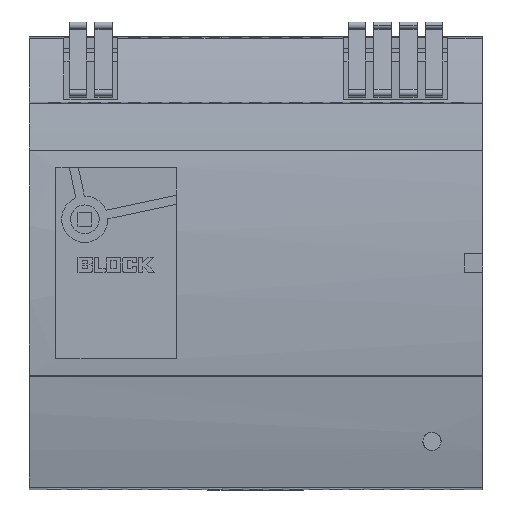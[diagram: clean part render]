
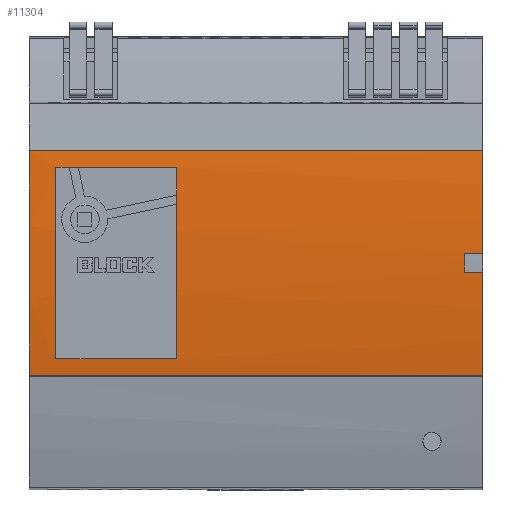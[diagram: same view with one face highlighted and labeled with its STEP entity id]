
A CAD part, top view. The second image highlights one B-rep face of the part: STEP entity #11304.
In plain terms, the highlighted cylindrical face has radius 192 mm (diameter 384 mm), a partial arc.
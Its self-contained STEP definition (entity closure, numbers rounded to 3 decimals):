
#95 = ORIENTED_EDGE ( 'NONE', *, *, #15480, .F. ) ;
#267 = CARTESIAN_POINT ( 'NONE',  ( 45., -1.8, 53.992 ) ) ;
#338 = VERTEX_POINT ( 'NONE', #6809 ) ;
#421 = CARTESIAN_POINT ( 'NONE',  ( -15.7, -19., 53.058 ) ) ;
#552 = CARTESIAN_POINT ( 'NONE',  ( 45., 22.314, 52.699 ) ) ;
#738 = ORIENTED_EDGE ( 'NONE', *, *, #3417, .F. ) ;
#822 = CIRCLE ( 'NONE', #15051, 192. ) ;
#1112 = VERTEX_POINT ( 'NONE', #12099 ) ;
#1518 = VERTEX_POINT ( 'NONE', #14611 ) ;
#1655 = EDGE_CURVE ( 'NONE', #1688, #3370, #8306, .T. ) ;
#1659 = CIRCLE ( 'NONE', #6404, 192. ) ;
#1688 = VERTEX_POINT ( 'NONE', #9877 ) ;
#1757 = DIRECTION ( 'NONE',  ( -1., 0., 0. ) ) ;
#1793 = CARTESIAN_POINT ( 'NONE',  ( -15.7, 0., -138. ) ) ;
#2004 = ORIENTED_EDGE ( 'NONE', *, *, #5123, .F. ) ;
#2187 = EDGE_CURVE ( 'NONE', #338, #12659, #7990, .T. ) ;
#2348 = DIRECTION ( 'NONE',  ( 0., 0., -1. ) ) ;
#2365 = DIRECTION ( 'NONE',  ( -1., 0., 0. ) ) ;
#2837 = DIRECTION ( 'NONE',  ( -1., 0., 0. ) ) ;
#2875 = ORIENTED_EDGE ( 'NONE', *, *, #17026, .F. ) ;
#3060 = FACE_BOUND ( 'NONE', #8971, .T. ) ;
#3147 = DIRECTION ( 'NONE',  ( 1., 0., 0. ) ) ;
#3370 = VERTEX_POINT ( 'NONE', #4091 ) ;
#3386 = VECTOR ( 'NONE', #13503, 1000. ) ;
#3417 = EDGE_CURVE ( 'NONE', #3370, #338, #1659, .T. ) ;
#3468 = CARTESIAN_POINT ( 'NONE',  ( 41.5, -1.8, 53.992 ) ) ;
#3559 = LINE ( 'NONE', #14045, #4919 ) ;
#3635 = EDGE_CURVE ( 'NONE', #6658, #3824, #822, .T. ) ;
#3659 = LINE ( 'NONE', #14666, #14813 ) ;
#3665 = CARTESIAN_POINT ( 'NONE',  ( 45., -22.314, 52.699 ) ) ;
#3824 = VERTEX_POINT ( 'NONE', #267 ) ;
#3895 = LINE ( 'NONE', #14809, #17257 ) ;
#4091 = CARTESIAN_POINT ( 'NONE',  ( -39.7, 19., 53.058 ) ) ;
#4225 = DIRECTION ( 'NONE',  ( -1., 0., 0. ) ) ;
#4919 = VECTOR ( 'NONE', #14295, 1000. ) ;
#4978 = ORIENTED_EDGE ( 'NONE', *, *, #1655, .F. ) ;
#5123 = EDGE_CURVE ( 'NONE', #1518, #13614, #3659, .T. ) ;
#5403 = CARTESIAN_POINT ( 'NONE',  ( -39.7, 0., -138. ) ) ;
#5603 = EDGE_CURVE ( 'NONE', #14861, #6658, #10962, .T. ) ;
#5679 = CARTESIAN_POINT ( 'NONE',  ( -45., 0., -138. ) ) ;
#5723 = ORIENTED_EDGE ( 'NONE', *, *, #15208, .F. ) ;
#5736 = CIRCLE ( 'NONE', #7667, 192. ) ;
#5768 = CIRCLE ( 'NONE', #6058, 192. ) ;
#5831 = EDGE_LOOP ( 'NONE', ( #2875, #9799, #2004, #10384, #8641, #7331, #5723, #15072 ) ) ;
#6058 = AXIS2_PLACEMENT_3D ( 'NONE', #1793, #15160, #8425 ) ;
#6404 = AXIS2_PLACEMENT_3D ( 'NONE', #5403, #9497, #8100 ) ;
#6658 = VERTEX_POINT ( 'NONE', #3665 ) ;
#6707 = AXIS2_PLACEMENT_3D ( 'NONE', #5679, #3147, #11007 ) ;
#6752 = DIRECTION ( 'NONE',  ( 0., 0., -1. ) ) ;
#6809 = CARTESIAN_POINT ( 'NONE',  ( -39.7, -19., 53.058 ) ) ;
#7153 = CYLINDRICAL_SURFACE ( 'NONE', #6707, 192. ) ;
#7166 = EDGE_CURVE ( 'NONE', #11946, #13614, #10112, .T. ) ;
#7331 = ORIENTED_EDGE ( 'NONE', *, *, #3635, .T. ) ;
#7667 = AXIS2_PLACEMENT_3D ( 'NONE', #7887, #14358, #13138 ) ;
#7887 = CARTESIAN_POINT ( 'NONE',  ( -45., 0., -138. ) ) ;
#7990 = LINE ( 'NONE', #14811, #15294 ) ;
#8100 = DIRECTION ( 'NONE',  ( 0., 1., 0. ) ) ;
#8153 = AXIS2_PLACEMENT_3D ( 'NONE', #10597, #4225, #6752 ) ;
#8306 = LINE ( 'NONE', #8392, #16696 ) ;
#8392 = CARTESIAN_POINT ( 'NONE',  ( -45., 19., 53.058 ) ) ;
#8425 = DIRECTION ( 'NONE',  ( 0., -1., 0. ) ) ;
#8641 = ORIENTED_EDGE ( 'NONE', *, *, #5603, .T. ) ;
#8971 = EDGE_LOOP ( 'NONE', ( #738, #4978, #95, #16048 ) ) ;
#9131 = DIRECTION ( 'NONE',  ( 1., 0., 0. ) ) ;
#9310 = CARTESIAN_POINT ( 'NONE',  ( 45., 1.8, 53.992 ) ) ;
#9497 = DIRECTION ( 'NONE',  ( 1., 0., 0. ) ) ;
#9799 = ORIENTED_EDGE ( 'NONE', *, *, #7166, .T. ) ;
#9877 = CARTESIAN_POINT ( 'NONE',  ( -15.7, 19., 53.058 ) ) ;
#10112 = CIRCLE ( 'NONE', #8153, 192. ) ;
#10374 = CARTESIAN_POINT ( 'NONE',  ( 41.5, 0., -138. ) ) ;
#10384 = ORIENTED_EDGE ( 'NONE', *, *, #12209, .F. ) ;
#10492 = CARTESIAN_POINT ( 'NONE',  ( -45., -22.314, 52.699 ) ) ;
#10597 = CARTESIAN_POINT ( 'NONE',  ( 45., 0., -138. ) ) ;
#10643 = DIRECTION ( 'NONE',  ( 1., 0., 0. ) ) ;
#10962 = LINE ( 'NONE', #12024, #3386 ) ;
#11007 = DIRECTION ( 'NONE',  ( 0., 0., -1. ) ) ;
#11304 = ADVANCED_FACE ( 'NONE', ( #3060, #13629 ), #7153, .T. ) ;
#11514 = EDGE_CURVE ( 'NONE', #1112, #14260, #12001, .T. ) ;
#11946 = VERTEX_POINT ( 'NONE', #9310 ) ;
#12001 = CIRCLE ( 'NONE', #14507, 192. ) ;
#12024 = CARTESIAN_POINT ( 'NONE',  ( -45., -22.314, 52.699 ) ) ;
#12099 = CARTESIAN_POINT ( 'NONE',  ( 41.5, 1.8, 53.992 ) ) ;
#12209 = EDGE_CURVE ( 'NONE', #14861, #1518, #5736, .T. ) ;
#12659 = VERTEX_POINT ( 'NONE', #421 ) ;
#13138 = DIRECTION ( 'NONE',  ( 0., 0., -1. ) ) ;
#13503 = DIRECTION ( 'NONE',  ( 1., 0., 0. ) ) ;
#13614 = VERTEX_POINT ( 'NONE', #552 ) ;
#13629 = FACE_OUTER_BOUND ( 'NONE', #5831, .T. ) ;
#14045 = CARTESIAN_POINT ( 'NONE',  ( -45., -1.8, 53.992 ) ) ;
#14260 = VERTEX_POINT ( 'NONE', #3468 ) ;
#14295 = DIRECTION ( 'NONE',  ( 1., 0., 0. ) ) ;
#14331 = CARTESIAN_POINT ( 'NONE',  ( 45., 0., -138. ) ) ;
#14358 = DIRECTION ( 'NONE',  ( -1., 0., 0. ) ) ;
#14507 = AXIS2_PLACEMENT_3D ( 'NONE', #10374, #10643, #2348 ) ;
#14611 = CARTESIAN_POINT ( 'NONE',  ( -45., 22.314, 52.699 ) ) ;
#14666 = CARTESIAN_POINT ( 'NONE',  ( -45., 22.314, 52.699 ) ) ;
#14809 = CARTESIAN_POINT ( 'NONE',  ( -45., 1.8, 53.992 ) ) ;
#14811 = CARTESIAN_POINT ( 'NONE',  ( -45., -19., 53.058 ) ) ;
#14813 = VECTOR ( 'NONE', #17119, 1000. ) ;
#14861 = VERTEX_POINT ( 'NONE', #10492 ) ;
#15051 = AXIS2_PLACEMENT_3D ( 'NONE', #14331, #2365, #15912 ) ;
#15072 = ORIENTED_EDGE ( 'NONE', *, *, #11514, .F. ) ;
#15160 = DIRECTION ( 'NONE',  ( -1., 0., 0. ) ) ;
#15208 = EDGE_CURVE ( 'NONE', #14260, #3824, #3559, .T. ) ;
#15294 = VECTOR ( 'NONE', #9131, 1000. ) ;
#15480 = EDGE_CURVE ( 'NONE', #12659, #1688, #5768, .T. ) ;
#15912 = DIRECTION ( 'NONE',  ( 0., 0., -1. ) ) ;
#16048 = ORIENTED_EDGE ( 'NONE', *, *, #2187, .F. ) ;
#16696 = VECTOR ( 'NONE', #1757, 1000. ) ;
#17026 = EDGE_CURVE ( 'NONE', #11946, #1112, #3895, .T. ) ;
#17119 = DIRECTION ( 'NONE',  ( 1., 0., 0. ) ) ;
#17257 = VECTOR ( 'NONE', #2837, 1000. ) ;
